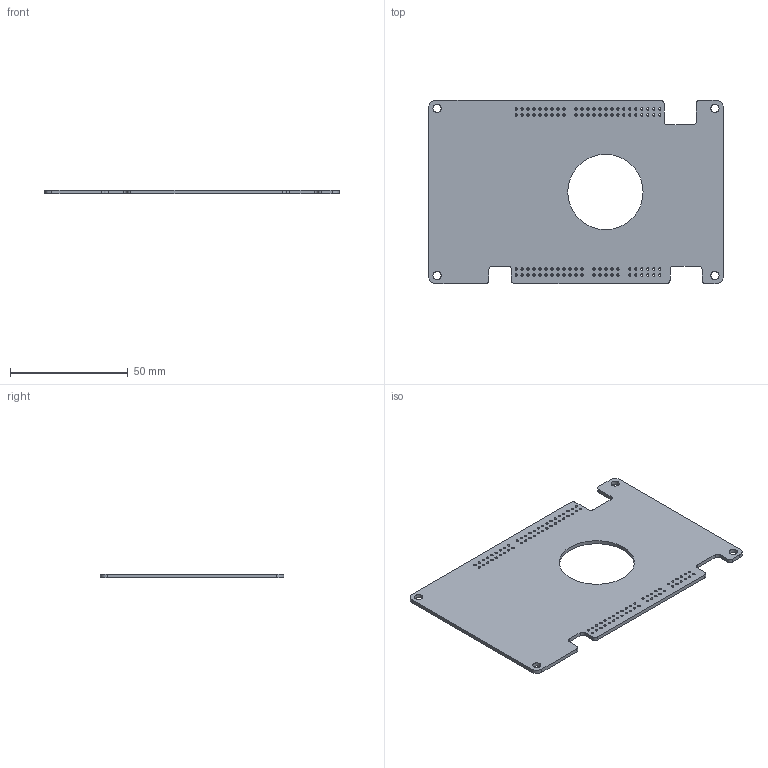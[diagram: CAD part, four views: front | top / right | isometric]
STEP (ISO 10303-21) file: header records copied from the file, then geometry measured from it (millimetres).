
FILE_DESCRIPTION(('KiCad electronic assembly'),'2;1');
FILE_NAME('lattepanda_delta_shield_template_v1.step', '2022-08-14T14:47:25',('Pcbnew'),('Kicad'), 'Open CASCADE STEP processor 7.6','KiCad to STEP converter','Unknown' );
FILE_SCHEMA(('AUTOMOTIVE_DESIGN { 1 0 10303 214 1 1 1 1 }'));
Length unit declared in the file: millimetre
Products named in the file (2): lattepanda_delta_shield_template_v1 1; lattepanda_delta_shield_template_v1 PCB
Assembly tree (1 placements, depth 2):
  lattepanda_delta_shield_template_v1 1
    lattepanda_delta_shield_template_v1 PCB
Bounding box: 125 x 78 x 1.6 mm (x, y, z)
Volume: 13614.9 mm3; surface area: 18432.9 mm2
Topology: 1 solids, 1 shells, 133 faces, 393 edges, 262 vertices
Faces by surface type: cylinder 115, plane 18
Full cylindrical faces by diameter (mm): 1 x94, 3.5 x4, 32 x1
Entity records: 10129 total; most frequent: DIRECTION 1679, CARTESIAN_POINT 1576, ORIENTED_EDGE 786, PCURVE 786, DEFINITIONAL_REPRESENTATION 786, LINE 719, VECTOR 719, CIRCLE 460
